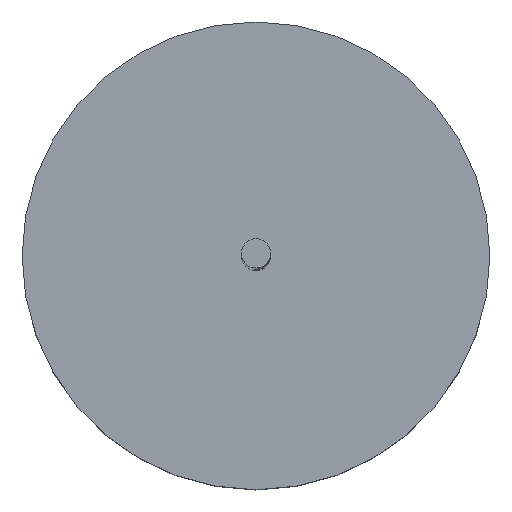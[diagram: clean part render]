
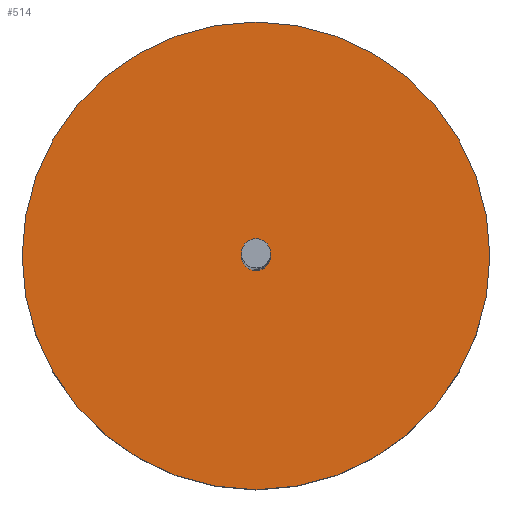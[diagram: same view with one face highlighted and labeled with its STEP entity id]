
A CAD part, top view. The second image highlights one B-rep face of the part: STEP entity #514.
In plain terms, the highlighted planar face has unit normal (0, 0, 1).
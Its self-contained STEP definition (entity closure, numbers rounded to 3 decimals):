
#32 = CIRCLE ( 'NONE', #616, 16. ) ;
#50 = CARTESIAN_POINT ( 'NONE',  ( -0.266, -0.967, 10. ) ) ;
#64 = EDGE_CURVE ( 'NONE', #1772, #1577, #262, .T. ) ;
#68 = CARTESIAN_POINT ( 'NONE',  ( 1., 0., 10. ) ) ;
#82 = CARTESIAN_POINT ( 'NONE',  ( 0., 0., 10. ) ) ;
#92 = DIRECTION ( 'NONE',  ( 1., 0., 0. ) ) ;
#96 = CARTESIAN_POINT ( 'NONE',  ( -0.266, -0.969, 10. ) ) ;
#105 = DIRECTION ( 'NONE',  ( 0., 0., 1. ) ) ;
#120 = CIRCLE ( 'NONE', #885, 1. ) ;
#157 = CARTESIAN_POINT ( 'NONE',  ( -0.266, -0.966, 10. ) ) ;
#162 = DIRECTION ( 'NONE',  ( 1., 0., 0. ) ) ;
#181 = ORIENTED_EDGE ( 'NONE', *, *, #1171, .T. ) ;
#240 = VERTEX_POINT ( 'NONE', #96 ) ;
#241 = DIRECTION ( 'NONE',  ( 0., 0., 1. ) ) ;
#262 =( BOUNDED_CURVE ( )  B_SPLINE_CURVE ( 3, ( #1848, #987, #548, #521 ),
 .UNSPECIFIED., .F., .T. ) 
 B_SPLINE_CURVE_WITH_KNOTS ( ( 4, 4 ),
 ( 0., 0. ),
 .UNSPECIFIED. ) 
 CURVE ( )  GEOMETRIC_REPRESENTATION_ITEM ( )  RATIONAL_B_SPLINE_CURVE ( ( 0.952, 0.967, 0.983, 1. ) ) 
 REPRESENTATION_ITEM ( '' )  );
#364 = EDGE_CURVE ( 'NONE', #992, #1888, #1646, .T. ) ;
#380 = PLANE ( 'NONE',  #1105 ) ;
#391 = EDGE_LOOP ( 'NONE', ( #873, #181 ) ) ;
#400 = VERTEX_POINT ( 'NONE', #1510 ) ;
#416 = FACE_BOUND ( 'NONE', #802, .T. ) ;
#422 = EDGE_CURVE ( 'NONE', #1772, #992, #821, .T. ) ;
#486 = CARTESIAN_POINT ( 'NONE',  ( -0.068, -0.998, 10. ) ) ;
#514 = ADVANCED_FACE ( 'NONE', ( #1297, #416 ), #380, .T. ) ;
#521 = CARTESIAN_POINT ( 'NONE',  ( -0.069, -1.003, 10. ) ) ;
#523 = ORIENTED_EDGE ( 'NONE', *, *, #880, .T. ) ;
#541 = DIRECTION ( 'NONE',  ( 0., 0., 1. ) ) ;
#548 = CARTESIAN_POINT ( 'NONE',  ( -0.069, -1.001, 10. ) ) ;
#605 = CARTESIAN_POINT ( 'NONE',  ( -0.069, -1.003, 10. ) ) ;
#616 = AXIS2_PLACEMENT_3D ( 'NONE', #1121, #241, #985 ) ;
#639 = AXIS2_PLACEMENT_3D ( 'NONE', #1739, #105, #1066 ) ;
#664 = DIRECTION ( 'NONE',  ( 1., 0., 0. ) ) ;
#673 = CARTESIAN_POINT ( 'NONE',  ( -0.266, -0.969, 10. ) ) ;
#710 = EDGE_CURVE ( 'NONE', #1888, #1556, #120, .T. ) ;
#787 = CARTESIAN_POINT ( 'NONE',  ( -0.265, -0.964, 10. ) ) ;
#802 = EDGE_LOOP ( 'NONE', ( #523, #1948, #1006, #1172, #1827, #1724 ) ) ;
#821 = CIRCLE ( 'NONE', #980, 1. ) ;
#853 = CARTESIAN_POINT ( 'NONE',  ( -0.069, -1.003, 10. ) ) ;
#862 = VERTEX_POINT ( 'NONE', #1140 ) ;
#864 =( BOUNDED_CURVE ( )  B_SPLINE_CURVE ( 1, ( #853, #673 ),
 .UNSPECIFIED., .F., .T. ) 
 B_SPLINE_CURVE_WITH_KNOTS ( ( 2, 2 ),
 ( 0., 0. ),
 .UNSPECIFIED. ) 
 CURVE ( )  GEOMETRIC_REPRESENTATION_ITEM ( )  RATIONAL_B_SPLINE_CURVE ( ( 1., 1. ) ) 
 REPRESENTATION_ITEM ( '' )  );
#873 = ORIENTED_EDGE ( 'NONE', *, *, #1946, .T. ) ;
#880 = EDGE_CURVE ( 'NONE', #1577, #240, #864, .T. ) ;
#885 = AXIS2_PLACEMENT_3D ( 'NONE', #82, #1885, #1133 ) ;
#892 = CIRCLE ( 'NONE', #1721, 16. ) ;
#923 = CARTESIAN_POINT ( 'NONE',  ( 0., 0., 10. ) ) ;
#948 = DIRECTION ( 'NONE',  ( 0., 0., 1. ) ) ;
#980 = AXIS2_PLACEMENT_3D ( 'NONE', #923, #1058, #162 ) ;
#985 = DIRECTION ( 'NONE',  ( 1., 0., 0. ) ) ;
#987 = CARTESIAN_POINT ( 'NONE',  ( -0.069, -0.999, 10. ) ) ;
#992 = VERTEX_POINT ( 'NONE', #68 ) ;
#1006 = ORIENTED_EDGE ( 'NONE', *, *, #710, .F. ) ;
#1058 = DIRECTION ( 'NONE',  ( 0., 0., 1. ) ) ;
#1066 = DIRECTION ( 'NONE',  ( 1., 0., 0. ) ) ;
#1105 = AXIS2_PLACEMENT_3D ( 'NONE', #1575, #541, #92 ) ;
#1121 = CARTESIAN_POINT ( 'NONE',  ( 0., 0., 10. ) ) ;
#1133 = DIRECTION ( 'NONE',  ( 1., 0., 0. ) ) ;
#1138 =( BOUNDED_CURVE ( )  B_SPLINE_CURVE ( 3, ( #1798, #50, #157, #787 ),
 .UNSPECIFIED., .F., .T. ) 
 B_SPLINE_CURVE_WITH_KNOTS ( ( 4, 4 ),
 ( 0., 0. ),
 .UNSPECIFIED. ) 
 CURVE ( )  GEOMETRIC_REPRESENTATION_ITEM ( )  RATIONAL_B_SPLINE_CURVE ( ( 1., 0.983, 0.967, 0.952 ) ) 
 REPRESENTATION_ITEM ( '' )  );
#1140 = CARTESIAN_POINT ( 'NONE',  ( 16., 0., 10. ) ) ;
#1171 = EDGE_CURVE ( 'NONE', #862, #400, #32, .T. ) ;
#1172 = ORIENTED_EDGE ( 'NONE', *, *, #364, .F. ) ;
#1193 = CARTESIAN_POINT ( 'NONE',  ( -0.265, -0.964, 10. ) ) ;
#1297 = FACE_OUTER_BOUND ( 'NONE', #391, .T. ) ;
#1405 = CARTESIAN_POINT ( 'NONE',  ( -1., 0., 10. ) ) ;
#1510 = CARTESIAN_POINT ( 'NONE',  ( -16., 0., 10. ) ) ;
#1532 = CARTESIAN_POINT ( 'NONE',  ( 0., 0., 10. ) ) ;
#1556 = VERTEX_POINT ( 'NONE', #1193 ) ;
#1575 = CARTESIAN_POINT ( 'NONE',  ( 0., 0., 10. ) ) ;
#1577 = VERTEX_POINT ( 'NONE', #605 ) ;
#1646 = CIRCLE ( 'NONE', #639, 1. ) ;
#1721 = AXIS2_PLACEMENT_3D ( 'NONE', #1532, #948, #664 ) ;
#1724 = ORIENTED_EDGE ( 'NONE', *, *, #64, .T. ) ;
#1734 = EDGE_CURVE ( 'NONE', #240, #1556, #1138, .T. ) ;
#1739 = CARTESIAN_POINT ( 'NONE',  ( 0., 0., 10. ) ) ;
#1772 = VERTEX_POINT ( 'NONE', #486 ) ;
#1798 = CARTESIAN_POINT ( 'NONE',  ( -0.266, -0.969, 10. ) ) ;
#1827 = ORIENTED_EDGE ( 'NONE', *, *, #422, .F. ) ;
#1848 = CARTESIAN_POINT ( 'NONE',  ( -0.068, -0.998, 10. ) ) ;
#1885 = DIRECTION ( 'NONE',  ( 0., 0., 1. ) ) ;
#1888 = VERTEX_POINT ( 'NONE', #1405 ) ;
#1946 = EDGE_CURVE ( 'NONE', #400, #862, #892, .T. ) ;
#1948 = ORIENTED_EDGE ( 'NONE', *, *, #1734, .T. ) ;
